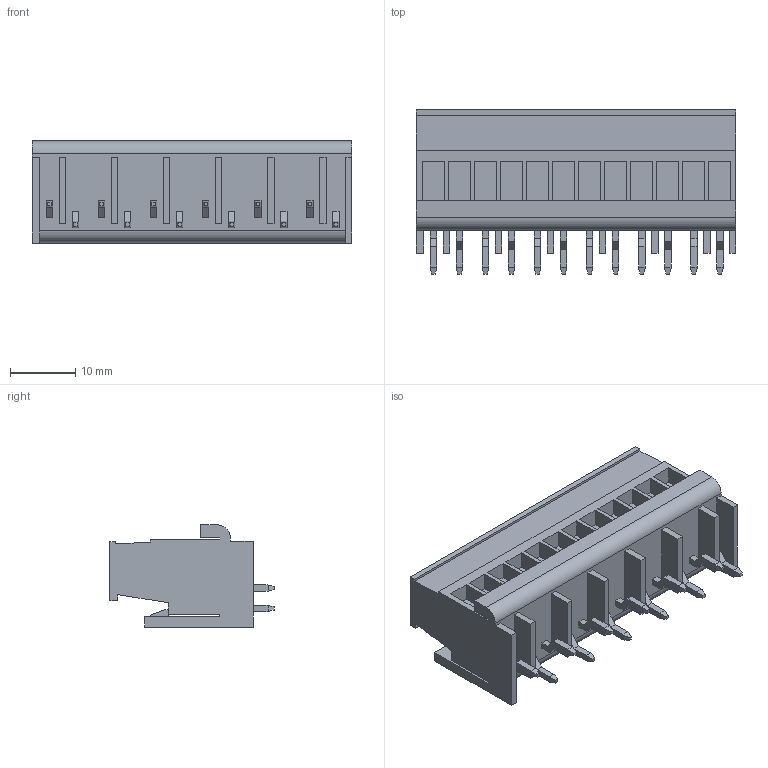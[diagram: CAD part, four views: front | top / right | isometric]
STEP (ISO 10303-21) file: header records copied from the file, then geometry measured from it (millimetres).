
FILE_DESCRIPTION(('CATIA V5 STEP Exchange','CAx-IF Rec.Pracs.--- Model Styling and Organization---1.4--- 2014-01-23'),'2;1');
FILE_NAME ('D1535791_0_2761060000_2761060000.stp','2022-06-02T02:23:32+00:00',('none'),('Weidmueller'),'CATIA Version 5-6 Release 2016 SP3 HF44','CATIA V5 STEP AP214','none');
FILE_SCHEMA(('AUTOMOTIVE_DESIGN { 1 0 10303 214 1 1 1 1 }'));
Length unit declared in the file: millimetre
Products named in the file (1): Assembly BU,SL_12pole Sn
Bounding box: 49.03 x 25.24 x 15.7 mm (x, y, z)
Volume: 10189.5 mm3; surface area: 7116.1 mm2
Topology: 13 solids, 13 shells, 334 faces, 835 edges, 556 vertices
Faces by surface type: plane 308, cylinder 26
Entity records: 9759 total; most frequent: CARTESIAN_POINT 1855, ORIENTED_EDGE 1670, DIRECTION 1353, EDGE_CURVE 835, VECTOR 783, LINE 783, VERTEX_POINT 556, EDGE_LOOP 365
